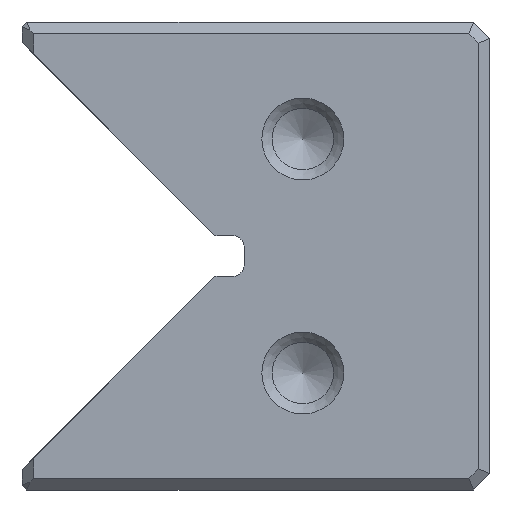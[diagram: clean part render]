
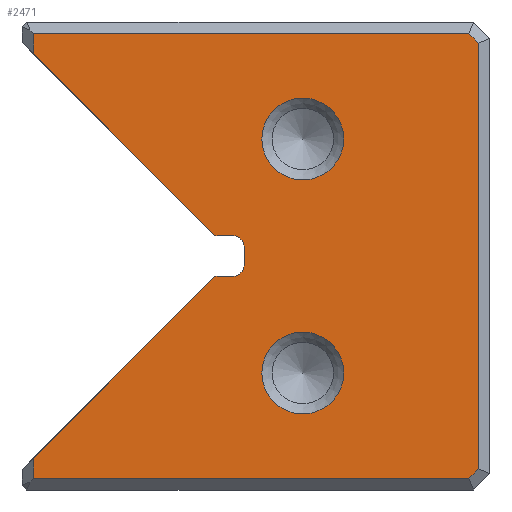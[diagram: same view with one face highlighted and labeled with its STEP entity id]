
A CAD part, left-side view. The second image highlights one B-rep face of the part: STEP entity #2471.
In plain terms, the highlighted planar face has unit normal (-1, 0, 0).
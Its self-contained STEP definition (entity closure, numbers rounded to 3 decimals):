
#2471=ADVANCED_FACE('',(#3378,#3379,#3380),#2853,.T.);
#2853=PLANE('',#8763);
#3101=CIRCLE('',#8759,3.5);
#3102=CIRCLE('',#8760,3.5);
#3103=CIRCLE('',#8761,1.);
#3104=CIRCLE('',#8762,1.);
#3378=FACE_BOUND('',#3560,.T.);
#3379=FACE_BOUND('',#3561,.T.);
#3380=FACE_BOUND('',#3562,.T.);
#3560=EDGE_LOOP('',(#4260));
#3561=EDGE_LOOP('',(#4261));
#3562=EDGE_LOOP('',(#4262,#4263,#4264,#4265,#4266,#4267,#4268,#4269,#4270,
#4271,#4272,#4273,#4274,#4275));
#4260=ORIENTED_EDGE('',*,*,#6734,.T.);
#4261=ORIENTED_EDGE('',*,*,#6735,.T.);
#4262=ORIENTED_EDGE('',*,*,#6736,.T.);
#4263=ORIENTED_EDGE('',*,*,#6737,.T.);
#4264=ORIENTED_EDGE('',*,*,#6738,.T.);
#4265=ORIENTED_EDGE('',*,*,#6739,.T.);
#4266=ORIENTED_EDGE('',*,*,#6740,.T.);
#4267=ORIENTED_EDGE('',*,*,#6741,.T.);
#4268=ORIENTED_EDGE('',*,*,#6742,.T.);
#4269=ORIENTED_EDGE('',*,*,#6743,.T.);
#4270=ORIENTED_EDGE('',*,*,#6744,.T.);
#4271=ORIENTED_EDGE('',*,*,#6745,.T.);
#4272=ORIENTED_EDGE('',*,*,#6746,.T.);
#4273=ORIENTED_EDGE('',*,*,#6747,.T.);
#4274=ORIENTED_EDGE('',*,*,#6748,.F.);
#4275=ORIENTED_EDGE('',*,*,#6749,.F.);
#6100=VERTEX_POINT('',#11242);
#6101=VERTEX_POINT('',#11244);
#6102=VERTEX_POINT('',#11246);
#6103=VERTEX_POINT('',#11247);
#6104=VERTEX_POINT('',#11249);
#6105=VERTEX_POINT('',#11251);
#6106=VERTEX_POINT('',#11253);
#6107=VERTEX_POINT('',#11255);
#6108=VERTEX_POINT('',#11257);
#6109=VERTEX_POINT('',#11259);
#6110=VERTEX_POINT('',#11261);
#6111=VERTEX_POINT('',#11263);
#6112=VERTEX_POINT('',#11265);
#6113=VERTEX_POINT('',#11267);
#6114=VERTEX_POINT('',#11269);
#6115=VERTEX_POINT('',#11271);
#6734=EDGE_CURVE('',#6100,#6100,#3101,.T.);
#6735=EDGE_CURVE('',#6101,#6101,#3102,.T.);
#6736=EDGE_CURVE('',#6102,#6103,#7569,.T.);
#6737=EDGE_CURVE('',#6103,#6104,#7570,.T.);
#6738=EDGE_CURVE('',#6104,#6105,#7571,.T.);
#6739=EDGE_CURVE('',#6105,#6106,#7572,.T.);
#6740=EDGE_CURVE('',#6106,#6107,#7573,.T.);
#6741=EDGE_CURVE('',#6107,#6108,#7574,.T.);
#6742=EDGE_CURVE('',#6108,#6109,#7575,.T.);
#6743=EDGE_CURVE('',#6109,#6110,#7576,.T.);
#6744=EDGE_CURVE('',#6110,#6111,#7577,.T.);
#6745=EDGE_CURVE('',#6111,#6112,#3103,.T.);
#6746=EDGE_CURVE('',#6112,#6113,#7578,.T.);
#6747=EDGE_CURVE('',#6113,#6114,#3104,.T.);
#6748=EDGE_CURVE('',#6115,#6114,#7579,.T.);
#6749=EDGE_CURVE('',#6102,#6115,#7580,.T.);
#7569=LINE('',#11245,#8239);
#7570=LINE('',#11248,#8240);
#7571=LINE('',#11250,#8241);
#7572=LINE('',#11252,#8242);
#7573=LINE('',#11254,#8243);
#7574=LINE('',#11256,#8244);
#7575=LINE('',#11258,#8245);
#7576=LINE('',#11260,#8246);
#7577=LINE('',#11262,#8247);
#7578=LINE('',#11266,#8248);
#7579=LINE('',#11270,#8249);
#7580=LINE('',#11272,#8250);
#8239=VECTOR('',#9302,1.);
#8240=VECTOR('',#9303,1.);
#8241=VECTOR('',#9304,1.);
#8242=VECTOR('',#9305,1.);
#8243=VECTOR('',#9306,1.);
#8244=VECTOR('',#9307,1.);
#8245=VECTOR('',#9308,1.);
#8246=VECTOR('',#9309,1.);
#8247=VECTOR('',#9310,1.);
#8248=VECTOR('',#9313,1.);
#8249=VECTOR('',#9316,1.);
#8250=VECTOR('',#9317,1.);
#8759=AXIS2_PLACEMENT_3D('',#11241,#9298,#9299);
#8760=AXIS2_PLACEMENT_3D('',#11243,#9300,#9301);
#8761=AXIS2_PLACEMENT_3D('',#11264,#9311,#9312);
#8762=AXIS2_PLACEMENT_3D('',#11268,#9314,#9315);
#8763=AXIS2_PLACEMENT_3D('',#11273,#9318,#9319);
#9298=DIRECTION('',(1.,0.,0.));
#9299=DIRECTION('',(0.,0.,1.));
#9300=DIRECTION('',(1.,0.,0.));
#9301=DIRECTION('',(0.,0.,1.));
#9302=DIRECTION('',(0.,0.,-1.));
#9303=DIRECTION('',(0.,-1.,0.));
#9304=DIRECTION('',(0.,-0.707,0.707));
#9305=DIRECTION('',(0.,0.,1.));
#9306=DIRECTION('',(0.,0.707,0.707));
#9307=DIRECTION('',(0.,1.,0.));
#9308=DIRECTION('',(0.,0.,-1.));
#9309=DIRECTION('',(0.,-0.707,-0.707));
#9310=DIRECTION('',(0.,-1.,0.));
#9311=DIRECTION('',(1.,0.,0.));
#9312=DIRECTION('',(0.,0.,1.));
#9313=DIRECTION('',(0.,0.,-1.));
#9314=DIRECTION('',(1.,0.,0.));
#9315=DIRECTION('',(0.,0.,1.));
#9316=DIRECTION('',(0.,-1.,0.));
#9317=DIRECTION('',(0.,-0.707,0.707));
#9318=DIRECTION('',(-1.,0.,0.));
#9319=DIRECTION('',(0.,0.,-1.));
#11241=CARTESIAN_POINT('',(0.,16.,30.));
#11242=CARTESIAN_POINT('',(0.,16.,33.5));
#11243=CARTESIAN_POINT('',(0.,16.,10.));
#11244=CARTESIAN_POINT('',(0.,16.,13.5));
#11245=CARTESIAN_POINT('',(0.,39.,0.));
#11246=CARTESIAN_POINT('',(0.,39.,2.758));
#11247=CARTESIAN_POINT('',(0.,39.,1.));
#11248=CARTESIAN_POINT('',(0.,20.,1.));
#11249=CARTESIAN_POINT('',(0.,1.814,1.));
#11250=CARTESIAN_POINT('',(0.,11.407,-8.593));
#11251=CARTESIAN_POINT('',(0.,1.,1.814));
#11252=CARTESIAN_POINT('',(0.,1.,0.));
#11253=CARTESIAN_POINT('',(0.,1.,38.186));
#11254=CARTESIAN_POINT('',(0.,-8.593,28.593));
#11255=CARTESIAN_POINT('',(0.,1.814,39.));
#11256=CARTESIAN_POINT('',(0.,20.,39.));
#11257=CARTESIAN_POINT('',(0.,39.,39.));
#11258=CARTESIAN_POINT('',(0.,39.,0.));
#11259=CARTESIAN_POINT('',(0.,39.,37.242));
#11260=CARTESIAN_POINT('',(0.,40.,38.242));
#11261=CARTESIAN_POINT('',(0.,23.508,21.75));
#11262=CARTESIAN_POINT('',(0.,21.,21.75));
#11263=CARTESIAN_POINT('',(0.,22.,21.75));
#11264=CARTESIAN_POINT('',(0.,22.,20.75));
#11265=CARTESIAN_POINT('',(0.,21.,20.75));
#11266=CARTESIAN_POINT('',(0.,21.,21.75));
#11267=CARTESIAN_POINT('',(0.,21.,19.25));
#11268=CARTESIAN_POINT('',(0.,22.,19.25));
#11269=CARTESIAN_POINT('',(0.,22.,18.25));
#11270=CARTESIAN_POINT('',(0.,21.,18.25));
#11271=CARTESIAN_POINT('',(0.,23.508,18.25));
#11272=CARTESIAN_POINT('',(0.,40.,1.758));
#11273=CARTESIAN_POINT('',(0.,20.,0.));
